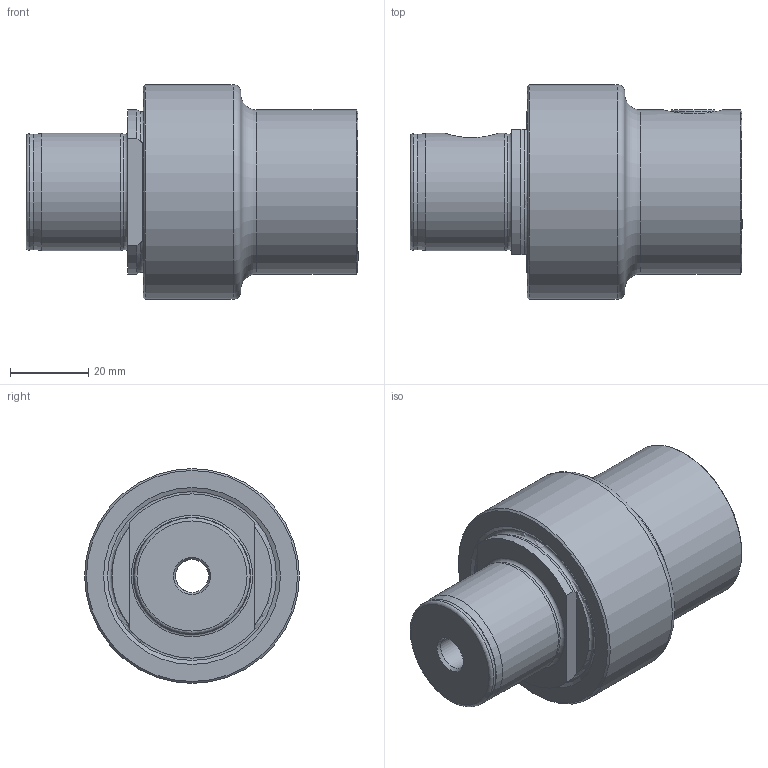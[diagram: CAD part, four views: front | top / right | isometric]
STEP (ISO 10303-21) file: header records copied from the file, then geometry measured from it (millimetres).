
FILE_DESCRIPTION (( 'STEP AP214' ), '1' );
FILE_NAME ('MB5.MB4.K01.055.STEP', '2021-10-15T08:22:01', ( '' ), ( '' ), 'SwSTEP 2.0', 'SolidWorks 2017', '' );
FILE_SCHEMA (( 'AUTOMOTIVE_DESIGN' ));
Length unit declared in the file: millimetre
Products named in the file (3): MB5-MB4.K01.055_C; MB4-ER1.001.013_A; MB5.MB4.K01.055
Assembly tree (2 placements, depth 2):
  MB5.MB4.K01.055
    MB5-MB4.K01.055_C
    MB4-ER1.001.013_A
Bounding box: 85 x 55 x 55 mm (x, y, z)
Volume: 107316.7 mm3; surface area: 19987.3 mm2
Topology: 2 solids, 2 shells, 82 faces, 189 edges, 116 vertices
Faces by surface type: plane 33, cone 21, cylinder 20, torus 8
Full cylindrical faces by diameter (mm): 6 x1, 8 x1, 8.5 x1, 11 x1, 12 x1, 24 x1, 24.6 x1, 30 x1, 42 x1, 55 x1
Entity records: 2675 total; most frequent: CARTESIAN_POINT 846, DIRECTION 376, ORIENTED_EDGE 292, AXIS2_PLACEMENT_3D 165, EDGE_CURVE 146, EDGE_LOOP 130, VERTEX_POINT 110, FACE_OUTER_BOUND 100
